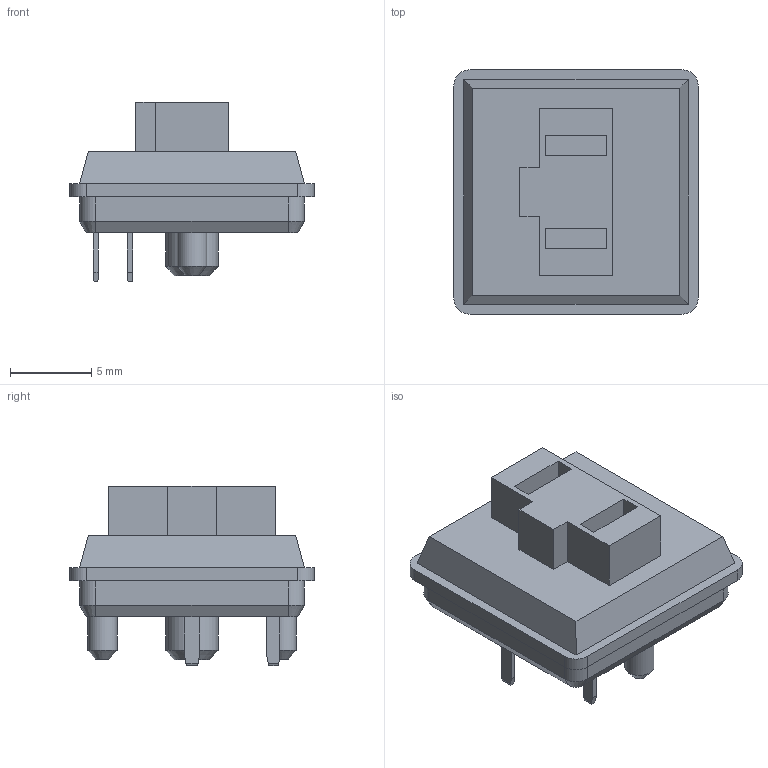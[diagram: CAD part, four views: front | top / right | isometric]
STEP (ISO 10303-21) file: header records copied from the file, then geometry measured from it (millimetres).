
FILE_DESCRIPTION(/* description */ (''),/* implementation_level */ '2;1');
FILE_NAME(/* name */ 'kailh choc switch (wrongly cadded pins) v1.step',/* time_stamp */ '2020-02-16T22:42:46-05:00',/* author */ (''),/* organization */ (''),/* preprocessor_version */ 'ST-DEVELOPER v18',/* originating_system */ 'Autodesk Translation Framework v8.12.0.6',/* authorisation */ '');
FILE_SCHEMA (('AUTOMOTIVE_DESIGN { 1 0 10303 214 3 1 1 }'));
Length unit declared in the file: millimetre
Products named in the file (1): kailh choc switch (wrongly cadded pins)
Bounding box: 15 x 15 x 11 mm (x, y, z)
Volume: 1044.8 mm3; surface area: 1421.9 mm2
Topology: 5 solids, 5 shells, 94 faces, 223 edges, 145 vertices
Faces by surface type: plane 76, cylinder 11, cone 7
Full cylindrical faces by diameter (mm): 1.8 x2, 3.2 x1
Entity records: 2733 total; most frequent: CARTESIAN_POINT 463, ORIENTED_EDGE 446, DIRECTION 442, EDGE_CURVE 223, LINE 194, VECTOR 194, VERTEX_POINT 145, AXIS2_PLACEMENT_3D 124
